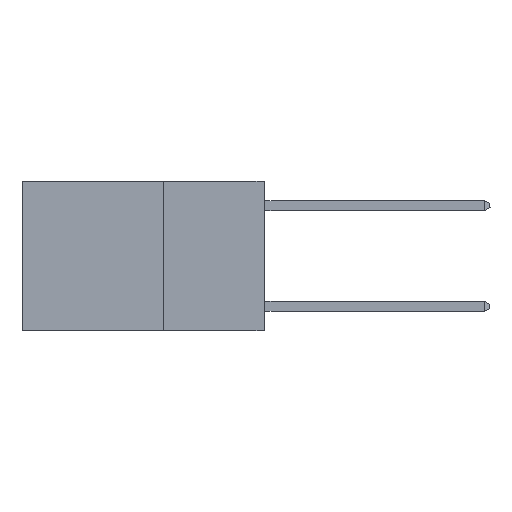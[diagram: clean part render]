
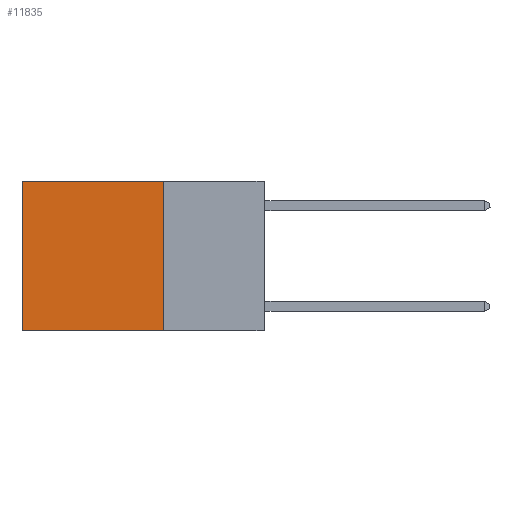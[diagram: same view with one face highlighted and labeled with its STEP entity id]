
A CAD part, left-side view. The second image highlights one B-rep face of the part: STEP entity #11835.
In plain terms, the highlighted planar face has unit normal (-1, 0, 0).
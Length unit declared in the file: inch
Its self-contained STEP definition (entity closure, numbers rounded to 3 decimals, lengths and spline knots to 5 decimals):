
#318 = VECTOR ( 'NONE', #6226, 39.37008 ) ;
#754 = CARTESIAN_POINT ( 'NONE',  ( 0.2625, 0.25, 0. ) ) ;
#792 = VECTOR ( 'NONE', #7568, 39.37008 ) ;
#1852 = CARTESIAN_POINT ( 'NONE',  ( 0.2625, 0.25, -0.37 ) ) ;
#2087 = ORIENTED_EDGE ( 'NONE', *, *, #9290, .T. ) ;
#2094 = CARTESIAN_POINT ( 'NONE',  ( 0.2625, 0.6, -0.37 ) ) ;
#2531 = CARTESIAN_POINT ( 'NONE',  ( 0.2625, 0.25, 0. ) ) ;
#2554 = EDGE_CURVE ( 'NONE', #2754, #6780, #6361, .T. ) ;
#2754 = VERTEX_POINT ( 'NONE', #10700 ) ;
#2832 = EDGE_CURVE ( 'NONE', #10856, #2837, #3441, .T. ) ;
#2837 = VERTEX_POINT ( 'NONE', #7135 ) ;
#3168 = VECTOR ( 'NONE', #6419, 39.37008 ) ;
#3441 = LINE ( 'NONE', #2531, #318 ) ;
#3795 = DIRECTION ( 'NONE',  ( 0., 0., -1. ) ) ;
#3976 = PLANE ( 'NONE',  #3984 ) ;
#3984 = AXIS2_PLACEMENT_3D ( 'NONE', #5793, #10519, #6720 ) ;
#4846 = LINE ( 'NONE', #11350, #11181 ) ;
#5793 = CARTESIAN_POINT ( 'NONE',  ( 0.2625, 0.25, 0. ) ) ;
#5957 = ORIENTED_EDGE ( 'NONE', *, *, #2832, .T. ) ;
#6097 = ORIENTED_EDGE ( 'NONE', *, *, #9363, .F. ) ;
#6226 = DIRECTION ( 'NONE',  ( 0., 1., 0. ) ) ;
#6361 = LINE ( 'NONE', #1852, #3168 ) ;
#6419 = DIRECTION ( 'NONE',  ( 0., 1., 0. ) ) ;
#6601 = CARTESIAN_POINT ( 'NONE',  ( 0.2625, 0.6, 0. ) ) ;
#6661 = FACE_OUTER_BOUND ( 'NONE', #9152, .T. ) ;
#6720 = DIRECTION ( 'NONE',  ( 0., 0., -1. ) ) ;
#6780 = VERTEX_POINT ( 'NONE', #2094 ) ;
#7135 = CARTESIAN_POINT ( 'NONE',  ( 0.2625, 0.6, 0. ) ) ;
#7513 = LINE ( 'NONE', #6601, #792 ) ;
#7568 = DIRECTION ( 'NONE',  ( 0., 0., -1. ) ) ;
#9152 = EDGE_LOOP ( 'NONE', ( #2087, #9410, #6097, #5957 ) ) ;
#9290 = EDGE_CURVE ( 'NONE', #2837, #6780, #7513, .T. ) ;
#9363 = EDGE_CURVE ( 'NONE', #10856, #2754, #4846, .T. ) ;
#9410 = ORIENTED_EDGE ( 'NONE', *, *, #2554, .F. ) ;
#10519 = DIRECTION ( 'NONE',  ( 1., 0., 0. ) ) ;
#10700 = CARTESIAN_POINT ( 'NONE',  ( 0.2625, 0.25, -0.37 ) ) ;
#10856 = VERTEX_POINT ( 'NONE', #754 ) ;
#11181 = VECTOR ( 'NONE', #3795, 39.37008 ) ;
#11350 = CARTESIAN_POINT ( 'NONE',  ( 0.2625, 0.25, 0. ) ) ;
#11835 = ADVANCED_FACE ( 'NONE', ( #6661 ), #3976, .F. ) ;
